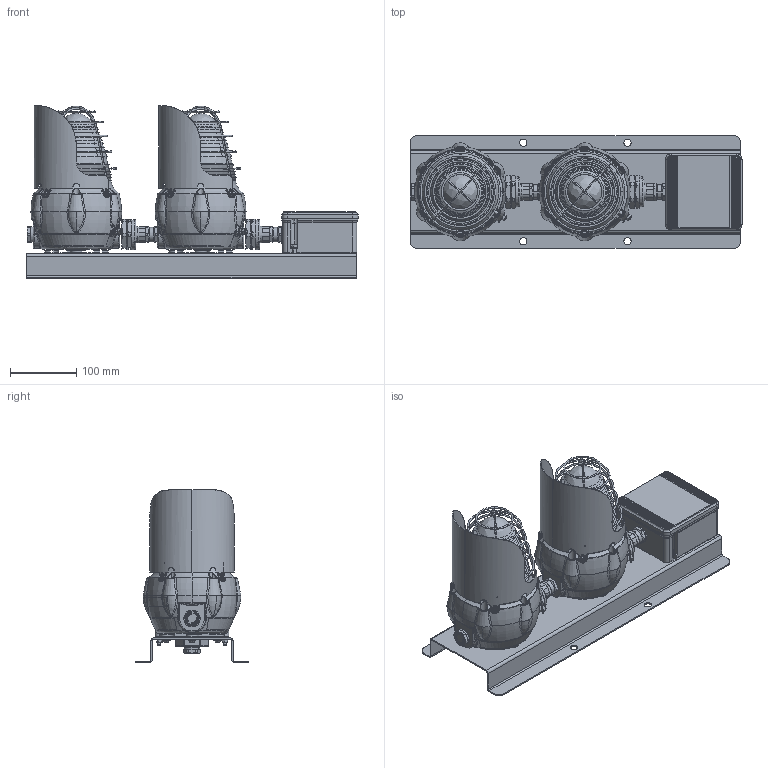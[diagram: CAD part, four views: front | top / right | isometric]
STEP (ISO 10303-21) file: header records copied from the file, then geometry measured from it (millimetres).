
FILE_DESCRIPTION (( 'STEP AP203' ), '1' );
FILE_NAME ('MS25 ohne YA90.STEP', '2017-11-20T15:45:36', ( '' ), ( '' ), 'SwSTEP 2.0', 'SolidWorks 2017', '' );
FILE_SCHEMA (( 'CONFIG_CONTROL_DESIGN' ));
Products named in the file (1): MS25 ohne YA90
Bounding box: 501.75 x 170 x 261 mm (x, y, z)
Surface area: 686229.2 mm2 (no closed solid volume)
Topology: 0 solids, 275 shells, 2091 faces, 11182 edges, 9108 vertices
Faces by surface type: plane 702, cylinder 540, torus 327, bspline 294, cone 176, sphere 52
Entity records: 166427 total; most frequent: CARTESIAN_POINT 87535, ORIENTED_EDGE 15159, DIRECTION 13741, EDGE_CURVE 11146, VERTEX_POINT 9108, VECTOR 4727, LINE 4727, AXIS2_PLACEMENT_3D 4507
